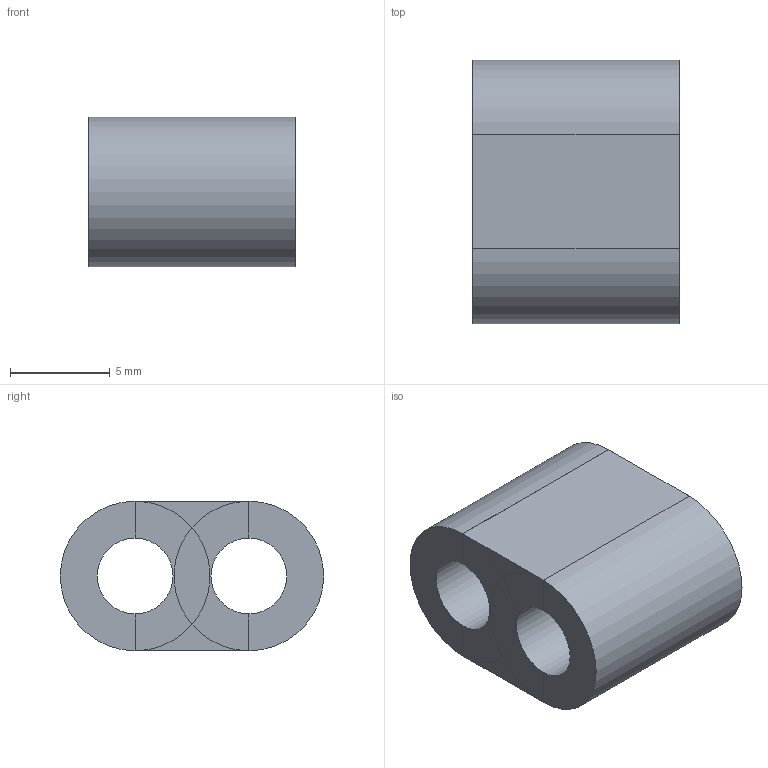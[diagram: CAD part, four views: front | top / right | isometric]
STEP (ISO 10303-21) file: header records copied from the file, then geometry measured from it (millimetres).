
FILE_DESCRIPTION(('FreeCAD Model'),'2;1');
FILE_NAME('Cut001.step', '2018-09-14T14:22:57',('kicad StepUp'),('ksu MCAD'), 'Open CASCADE STEP processor 7.2','FreeCAD','Unknown');
FILE_SCHEMA(('AUTOMOTIVE_DESIGN { 1 0 10303 214 1 1 1 1 }'));
Length unit declared in the file: millimetre
Products named in the file (1): Cut001
Bounding box: 10.34 x 13.21 x 7.5 mm (x, y, z)
Volume: 664.7 mm3; surface area: 737.1 mm2
Topology: 1 solids, 1 shells, 28 faces, 60 edges, 30 vertices
Faces by surface type: plane 24, cylinder 4
Full cylindrical faces by diameter (mm): 3.8 x2
Entity records: 950 total; most frequent: DIRECTION 148, ORIENTED_EDGE 120, CARTESIAN_POINT 119, EDGE_CURVE 60, AXIS2_PLACEMENT_3D 59, VERTEX_POINT 30, LINE 30, VECTOR 30
